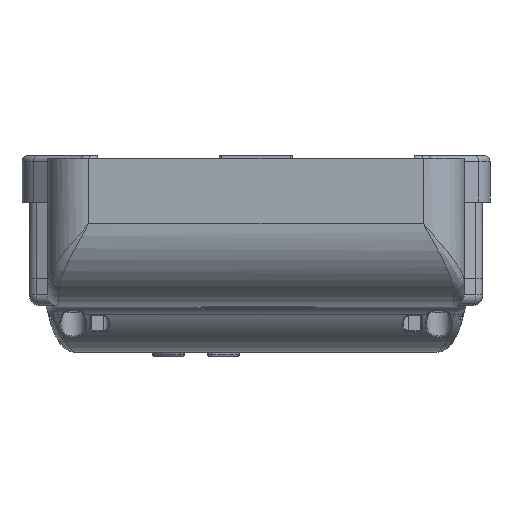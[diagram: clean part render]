
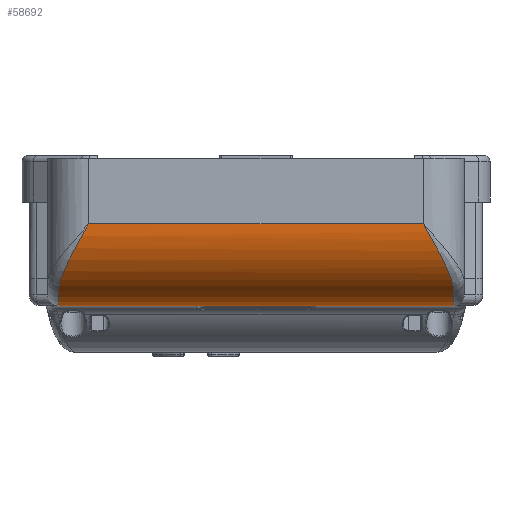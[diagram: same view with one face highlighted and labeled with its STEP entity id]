
A CAD part, front view. The second image highlights one B-rep face of the part: STEP entity #58692.
In plain terms, the highlighted cylindrical face has radius 30 mm (diameter 60 mm), a partial arc.
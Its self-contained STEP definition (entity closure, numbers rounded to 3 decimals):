
#228 = CARTESIAN_POINT ( 'NONE',  ( 140.329, -75.66, -51.059 ) ) ;
#3445 = CARTESIAN_POINT ( 'NONE',  ( 11.36, -76.92, -57.737 ) ) ;
#4496 = EDGE_CURVE ( 'NONE', #41905, #5994, #9670, .T. ) ;
#4651 = CIRCLE ( 'NONE', #32664, 30. ) ;
#4741 = CARTESIAN_POINT ( 'NONE',  ( 139.738, -75.978, -52.153 ) ) ;
#4979 = ORIENTED_EDGE ( 'NONE', *, *, #5679, .T. ) ;
#5182 = CARTESIAN_POINT ( 'NONE',  ( 146.25, -66.378, -37.062 ) ) ;
#5679 = EDGE_CURVE ( 'NONE', #8994, #14551, #6015, .T. ) ;
#5939 = VERTEX_POINT ( 'NONE', #44152 ) ;
#5994 = VERTEX_POINT ( 'NONE', #53935 ) ;
#6015 = B_SPLINE_CURVE_WITH_KNOTS ( 'NONE', 3,
 ( #13316, #32693, #7974, #7758, #57154, #56938, #62107, #46753, #32491, #37807, #61886, #61663, #47610, #46971, #32284, #52059, #42504, #8396, #42290, #27827, #3445, #42070, #42716, #41868, #32909, #13092 ),
 .UNSPECIFIED., .F., .F.,
 ( 4, 2, 2, 2, 2, 2, 2, 2, 2, 2, 2, 2, 4 ),
 ( 0., 0.004, 0.006, 0.008, 0.012, 0.014, 0.015, 0.019, 0.023, 0.027, 0.029, 0.03, 0.031 ),
 .UNSPECIFIED. ) ;
#6136 = CARTESIAN_POINT ( 'NONE',  ( 136.641, -76.936, -57.736 ) ) ;
#6416 = EDGE_LOOP ( 'NONE', ( #16603, #4979, #56153, #47568, #48458, #30344, #42905, #27611 ) ) ;
#6800 = VERTEX_POINT ( 'NONE', #17383 ) ;
#7758 = CARTESIAN_POINT ( 'NONE',  ( 2.048, -67.787, -38.359 ) ) ;
#7974 = CARTESIAN_POINT ( 'NONE',  ( 1.75, -66.378, -37.062 ) ) ;
#8205 = CARTESIAN_POINT ( 'NONE',  ( 57., -47., -30. ) ) ;
#8396 = CARTESIAN_POINT ( 'NONE',  ( 9.474, -76.487, -54.363 ) ) ;
#8512 = AXIS2_PLACEMENT_3D ( 'NONE', #30461, #35552, #20194 ) ;
#8645 = DIRECTION ( 'NONE',  ( -1., 0., 0. ) ) ;
#8994 = VERTEX_POINT ( 'NONE', #24313 ) ;
#9257 = CARTESIAN_POINT ( 'NONE',  ( 144.47, -71.478, -42.613 ) ) ;
#9460 = CARTESIAN_POINT ( 'NONE',  ( 145.393, -69.543, -40.196 ) ) ;
#9670 = LINE ( 'NONE', #56163, #11232 ) ;
#10253 = DIRECTION ( 'NONE',  ( 1., 0., 0. ) ) ;
#10695 = CIRCLE ( 'NONE', #51866, 30. ) ;
#10901 = CARTESIAN_POINT ( 'NONE',  ( 153.115, -47., -30. ) ) ;
#11232 = VECTOR ( 'NONE', #41724, 1000. ) ;
#13092 = CARTESIAN_POINT ( 'NONE',  ( 12.635, -77., -60. ) ) ;
#13316 = CARTESIAN_POINT ( 'NONE',  ( 1.635, -64.308, -35.496 ) ) ;
#13393 = EDGE_CURVE ( 'NONE', #34065, #41905, #37985, .T. ) ;
#14344 = CARTESIAN_POINT ( 'NONE',  ( 142.026, -74.44, -47.816 ) ) ;
#14551 = VERTEX_POINT ( 'NONE', #44563 ) ;
#14558 = CARTESIAN_POINT ( 'NONE',  ( 137.905, -76.679, -55.478 ) ) ;
#15984 = CARTESIAN_POINT ( 'NONE',  ( 153.115, -47., -30. ) ) ;
#16603 = ORIENTED_EDGE ( 'NONE', *, *, #31604, .T. ) ;
#16791 = CARTESIAN_POINT ( 'NONE',  ( 136.003, -77., -58.867 ) ) ;
#17383 = CARTESIAN_POINT ( 'NONE',  ( 146.365, -64.308, -35.496 ) ) ;
#17759 = B_SPLINE_CURVE_WITH_KNOTS ( 'NONE', 3,
 ( #18751, #16791, #6136, #14558, #43981, #4741, #228, #39071, #14344, #53538, #33947, #38650, #48459, #9257, #43565, #9460, #48877, #43773, #58854, #5182, #33748, #19253 ),
 .UNSPECIFIED., .F., .F.,
 ( 4, 2, 2, 2, 2, 2, 2, 2, 2, 2, 4 ),
 ( 0., 0.004, 0.008, 0.012, 0.016, 0.018, 0.019, 0.023, 0.025, 0.027, 0.031 ),
 .UNSPECIFIED. ) ;
#17940 = CARTESIAN_POINT ( 'NONE',  ( 146.365, -47., -30. ) ) ;
#18751 = CARTESIAN_POINT ( 'NONE',  ( 135.365, -77., -60. ) ) ;
#18916 = EDGE_CURVE ( 'NONE', #5994, #31412, #35534, .T. ) ;
#19253 = CARTESIAN_POINT ( 'NONE',  ( 146.365, -64.308, -35.496 ) ) ;
#20194 = DIRECTION ( 'NONE',  ( 0., -1., 0. ) ) ;
#23014 = CARTESIAN_POINT ( 'NONE',  ( 1.635, -47., -30. ) ) ;
#23770 = FACE_OUTER_BOUND ( 'NONE', #6416, .T. ) ;
#24313 = CARTESIAN_POINT ( 'NONE',  ( 1.635, -64.308, -35.496 ) ) ;
#27611 = ORIENTED_EDGE ( 'NONE', *, *, #13393, .F. ) ;
#27827 = CARTESIAN_POINT ( 'NONE',  ( 11.043, -76.872, -57.172 ) ) ;
#28318 = LINE ( 'NONE', #62457, #45862 ) ;
#30344 = ORIENTED_EDGE ( 'NONE', *, *, #18916, .F. ) ;
#30459 = EDGE_CURVE ( 'NONE', #6800, #31412, #4651, .T. ) ;
#30461 = CARTESIAN_POINT ( 'NONE',  ( -2.365, -47., -60. ) ) ;
#30800 = EDGE_CURVE ( 'NONE', #5939, #14551, #28318, .T. ) ;
#31412 = VERTEX_POINT ( 'NONE', #17940 ) ;
#31604 = EDGE_CURVE ( 'NONE', #34065, #8994, #10695, .T. ) ;
#32284 = CARTESIAN_POINT ( 'NONE',  ( 6.527, -74.891, -48.891 ) ) ;
#32491 = CARTESIAN_POINT ( 'NONE',  ( 3.53, -71.478, -42.613 ) ) ;
#32664 = AXIS2_PLACEMENT_3D ( 'NONE', #34206, #8645, #58706 ) ;
#32693 = CARTESIAN_POINT ( 'NONE',  ( 1.635, -65.377, -36.251 ) ) ;
#32909 = CARTESIAN_POINT ( 'NONE',  ( 12.477, -77., -59.719 ) ) ;
#33748 = CARTESIAN_POINT ( 'NONE',  ( 146.365, -65.377, -36.251 ) ) ;
#33947 = CARTESIAN_POINT ( 'NONE',  ( 143.072, -73.373, -45.688 ) ) ;
#34065 = VERTEX_POINT ( 'NONE', #23014 ) ;
#34206 = CARTESIAN_POINT ( 'NONE',  ( 146.365, -47., -60. ) ) ;
#35534 = LINE ( 'NONE', #15984, #45441 ) ;
#35552 = DIRECTION ( 'NONE',  ( -1., 0., 0. ) ) ;
#37807 = CARTESIAN_POINT ( 'NONE',  ( 4.202, -72.468, -44.133 ) ) ;
#37985 = LINE ( 'NONE', #10901, #42574 ) ;
#38650 = CARTESIAN_POINT ( 'NONE',  ( 143.563, -72.78, -44.646 ) ) ;
#39071 = CARTESIAN_POINT ( 'NONE',  ( 141.473, -74.891, -48.891 ) ) ;
#39863 = CARTESIAN_POINT ( 'NONE',  ( 1.635, -47., -60. ) ) ;
#41724 = DIRECTION ( 'NONE',  ( 1., 0., 0. ) ) ;
#41868 = CARTESIAN_POINT ( 'NONE',  ( 12.316, -76.996, -59.434 ) ) ;
#41905 = VERTEX_POINT ( 'NONE', #8205 ) ;
#42070 = CARTESIAN_POINT ( 'NONE',  ( 11.838, -76.968, -58.585 ) ) ;
#42290 = CARTESIAN_POINT ( 'NONE',  ( 10.095, -76.679, -55.479 ) ) ;
#42504 = CARTESIAN_POINT ( 'NONE',  ( 8.262, -75.978, -52.153 ) ) ;
#42574 = VECTOR ( 'NONE', #54961, 1000. ) ;
#42716 = CARTESIAN_POINT ( 'NONE',  ( 11.997, -76.98, -58.868 ) ) ;
#42905 = ORIENTED_EDGE ( 'NONE', *, *, #4496, .F. ) ;
#43565 = CARTESIAN_POINT ( 'NONE',  ( 144.874, -70.75, -41.629 ) ) ;
#43773 = CARTESIAN_POINT ( 'NONE',  ( 145.831, -68.241, -38.805 ) ) ;
#43981 = CARTESIAN_POINT ( 'NONE',  ( 138.526, -76.487, -54.363 ) ) ;
#44152 = CARTESIAN_POINT ( 'NONE',  ( 135.365, -77., -60. ) ) ;
#44563 = CARTESIAN_POINT ( 'NONE',  ( 12.635, -77., -60. ) ) ;
#45441 = VECTOR ( 'NONE', #10253, 1000. ) ;
#45862 = VECTOR ( 'NONE', #62242, 1000. ) ;
#46593 = CYLINDRICAL_SURFACE ( 'NONE', #8512, 30. ) ;
#46753 = CARTESIAN_POINT ( 'NONE',  ( 3.126, -70.75, -41.629 ) ) ;
#46920 = EDGE_CURVE ( 'NONE', #5939, #6800, #17759, .T. ) ;
#46971 = CARTESIAN_POINT ( 'NONE',  ( 5.974, -74.44, -47.816 ) ) ;
#47568 = ORIENTED_EDGE ( 'NONE', *, *, #46920, .T. ) ;
#47610 = CARTESIAN_POINT ( 'NONE',  ( 5.184, -73.653, -46.217 ) ) ;
#48458 = ORIENTED_EDGE ( 'NONE', *, *, #30459, .T. ) ;
#48459 = CARTESIAN_POINT ( 'NONE',  ( 143.798, -72.467, -44.133 ) ) ;
#48877 = CARTESIAN_POINT ( 'NONE',  ( 145.552, -69.119, -39.723 ) ) ;
#51866 = AXIS2_PLACEMENT_3D ( 'NONE', #39863, #59437, #54130 ) ;
#52059 = CARTESIAN_POINT ( 'NONE',  ( 7.671, -75.66, -51.059 ) ) ;
#53538 = CARTESIAN_POINT ( 'NONE',  ( 142.816, -73.653, -46.217 ) ) ;
#53935 = CARTESIAN_POINT ( 'NONE',  ( 91., -47., -30. ) ) ;
#54130 = DIRECTION ( 'NONE',  ( 0., 0., -1. ) ) ;
#54961 = DIRECTION ( 'NONE',  ( 1., 0., 0. ) ) ;
#56153 = ORIENTED_EDGE ( 'NONE', *, *, #30800, .F. ) ;
#56163 = CARTESIAN_POINT ( 'NONE',  ( 52., -47., -30. ) ) ;
#56938 = CARTESIAN_POINT ( 'NONE',  ( 2.448, -69.119, -39.723 ) ) ;
#57154 = CARTESIAN_POINT ( 'NONE',  ( 2.169, -68.241, -38.805 ) ) ;
#58692 = ADVANCED_FACE ( 'NONE', ( #23770 ), #46593, .T. ) ;
#58706 = DIRECTION ( 'NONE',  ( 0., 0., -1. ) ) ;
#58854 = CARTESIAN_POINT ( 'NONE',  ( 145.952, -67.787, -38.359 ) ) ;
#59437 = DIRECTION ( 'NONE',  ( 1., 0., 0. ) ) ;
#61663 = CARTESIAN_POINT ( 'NONE',  ( 4.928, -73.373, -45.688 ) ) ;
#61886 = CARTESIAN_POINT ( 'NONE',  ( 4.437, -72.78, -44.646 ) ) ;
#62107 = CARTESIAN_POINT ( 'NONE',  ( 2.607, -69.543, -40.196 ) ) ;
#62242 = DIRECTION ( 'NONE',  ( -1., 0., 0. ) ) ;
#62457 = CARTESIAN_POINT ( 'NONE',  ( -2.365, -77., -60. ) ) ;
